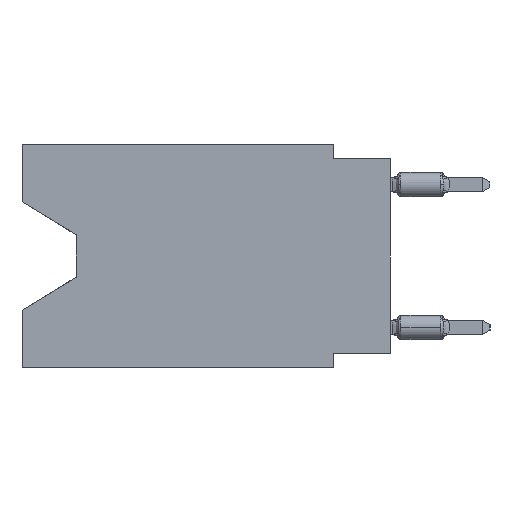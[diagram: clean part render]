
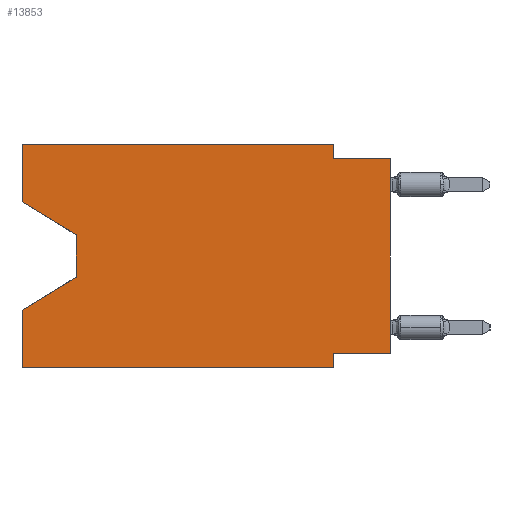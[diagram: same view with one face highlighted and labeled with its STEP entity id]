
A CAD part, left-side view. The second image highlights one B-rep face of the part: STEP entity #13853.
In plain terms, the highlighted planar face has unit normal (-1, 0, 0).
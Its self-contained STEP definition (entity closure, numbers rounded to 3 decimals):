
#128 = CARTESIAN_POINT ( 'NONE',  ( 0., 16.383, -2.546 ) ) ;
#1884 = VERTEX_POINT ( 'NONE', #29269 ) ;
#2513 = VERTEX_POINT ( 'NONE', #10583 ) ;
#2669 = CARTESIAN_POINT ( 'NONE',  ( 0., 16.383, 0. ) ) ;
#3608 = VECTOR ( 'NONE', #16175, 1000. ) ;
#3907 = EDGE_CURVE ( 'NONE', #36628, #37198, #7302, .T. ) ;
#4005 = DIRECTION ( 'NONE',  ( 0., 0., -1. ) ) ;
#4173 = DIRECTION ( 'NONE',  ( 1., 0., 0. ) ) ;
#4213 = VECTOR ( 'NONE', #35329, 1000. ) ;
#4656 = VERTEX_POINT ( 'NONE', #16944 ) ;
#5508 = ORIENTED_EDGE ( 'NONE', *, *, #17516, .T. ) ;
#5569 = AXIS2_PLACEMENT_3D ( 'NONE', #21004, #4173, #37662 ) ;
#5984 = EDGE_CURVE ( 'NONE', #18065, #18017, #18706, .T. ) ;
#6233 = LINE ( 'NONE', #34143, #14309 ) ;
#6648 = CARTESIAN_POINT ( 'NONE',  ( 0., 16.383, -9.906 ) ) ;
#7302 = LINE ( 'NONE', #6648, #9738 ) ;
#7390 = CARTESIAN_POINT ( 'NONE',  ( 0., 2.54, -9.906 ) ) ;
#7502 = PLANE ( 'NONE',  #5569 ) ;
#7641 = EDGE_CURVE ( 'NONE', #10112, #37198, #30658, .T. ) ;
#7830 = DIRECTION ( 'NONE',  ( 0., 0., -1. ) ) ;
#8788 = LINE ( 'NONE', #26050, #30419 ) ;
#9442 = EDGE_LOOP ( 'NONE', ( #37245, #5508, #16032, #19667, #39600, #42805, #20267, #40838, #35589, #22299, #33964, #10234 ) ) ;
#9612 = VECTOR ( 'NONE', #4005, 1000. ) ;
#9738 = VECTOR ( 'NONE', #37440, 1000. ) ;
#10112 = VERTEX_POINT ( 'NONE', #22963 ) ;
#10234 = ORIENTED_EDGE ( 'NONE', *, *, #40720, .F. ) ;
#10583 = CARTESIAN_POINT ( 'NONE',  ( 0., 13.97, -4.013 ) ) ;
#10710 = VECTOR ( 'NONE', #14586, 1000. ) ;
#10782 = VERTEX_POINT ( 'NONE', #41754 ) ;
#11826 = CARTESIAN_POINT ( 'NONE',  ( 0., 13.97, -5.893 ) ) ;
#11984 = EDGE_CURVE ( 'NONE', #33483, #1884, #6233, .T. ) ;
#13853 = ADVANCED_FACE ( 'NONE', ( #28330 ), #7502, .F. ) ;
#14309 = VECTOR ( 'NONE', #40594, 1000. ) ;
#14372 = CARTESIAN_POINT ( 'NONE',  ( 0., 16.383, -7.36 ) ) ;
#14586 = DIRECTION ( 'NONE',  ( 0., 0., -1. ) ) ;
#14830 = CARTESIAN_POINT ( 'NONE',  ( 0., 16.383, 0. ) ) ;
#15970 = DIRECTION ( 'NONE',  ( 0., -1., 0. ) ) ;
#16032 = ORIENTED_EDGE ( 'NONE', *, *, #5984, .T. ) ;
#16175 = DIRECTION ( 'NONE',  ( 0., 0., 1. ) ) ;
#16944 = CARTESIAN_POINT ( 'NONE',  ( 0., 0., -9.271 ) ) ;
#17042 = VECTOR ( 'NONE', #15970, 1000. ) ;
#17516 = EDGE_CURVE ( 'NONE', #2513, #18065, #33935, .T. ) ;
#17920 = CARTESIAN_POINT ( 'NONE',  ( 0., 2.54, 0. ) ) ;
#18017 = VERTEX_POINT ( 'NONE', #14372 ) ;
#18065 = VERTEX_POINT ( 'NONE', #38736 ) ;
#18541 = LINE ( 'NONE', #128, #40447 ) ;
#18611 = VERTEX_POINT ( 'NONE', #30174 ) ;
#18666 = LINE ( 'NONE', #22625, #17042 ) ;
#18706 = LINE ( 'NONE', #11826, #4213 ) ;
#18853 = CARTESIAN_POINT ( 'NONE',  ( 0., 0., -0.635 ) ) ;
#19667 = ORIENTED_EDGE ( 'NONE', *, *, #33231, .F. ) ;
#20267 = ORIENTED_EDGE ( 'NONE', *, *, #30027, .F. ) ;
#20778 = VECTOR ( 'NONE', #7830, 1000. ) ;
#21004 = CARTESIAN_POINT ( 'NONE',  ( 0., 16.383, 0. ) ) ;
#22299 = ORIENTED_EDGE ( 'NONE', *, *, #43638, .F. ) ;
#22625 = CARTESIAN_POINT ( 'NONE',  ( 0., 0., -0.635 ) ) ;
#22963 = CARTESIAN_POINT ( 'NONE',  ( 0., 2.54, -9.271 ) ) ;
#23098 = VERTEX_POINT ( 'NONE', #18853 ) ;
#24994 = VECTOR ( 'NONE', #35048, 1000. ) ;
#26050 = CARTESIAN_POINT ( 'NONE',  ( 0., 0., -9.271 ) ) ;
#26105 = EDGE_CURVE ( 'NONE', #10782, #23098, #18666, .T. ) ;
#26481 = DIRECTION ( 'NONE',  ( 0., -0.855, -0.519 ) ) ;
#27054 = EDGE_CURVE ( 'NONE', #18611, #2513, #18541, .T. ) ;
#28330 = FACE_OUTER_BOUND ( 'NONE', #9442, .T. ) ;
#29269 = CARTESIAN_POINT ( 'NONE',  ( 0., 2.54, 0. ) ) ;
#30027 = EDGE_CURVE ( 'NONE', #4656, #10112, #8788, .T. ) ;
#30043 = DIRECTION ( 'NONE',  ( 0., 1., 0. ) ) ;
#30174 = CARTESIAN_POINT ( 'NONE',  ( 0., 16.383, -2.546 ) ) ;
#30419 = VECTOR ( 'NONE', #30043, 1000. ) ;
#30658 = LINE ( 'NONE', #7390, #20778 ) ;
#30782 = EDGE_CURVE ( 'NONE', #4656, #23098, #32320, .T. ) ;
#31945 = LINE ( 'NONE', #42142, #24994 ) ;
#32320 = LINE ( 'NONE', #38995, #32569 ) ;
#32521 = CARTESIAN_POINT ( 'NONE',  ( 0., 2.54, -9.906 ) ) ;
#32569 = VECTOR ( 'NONE', #42535, 1000. ) ;
#33014 = LINE ( 'NONE', #2669, #3608 ) ;
#33231 = EDGE_CURVE ( 'NONE', #36628, #18017, #33014, .T. ) ;
#33483 = VERTEX_POINT ( 'NONE', #14830 ) ;
#33935 = LINE ( 'NONE', #34586, #9612 ) ;
#33964 = ORIENTED_EDGE ( 'NONE', *, *, #11984, .F. ) ;
#34143 = CARTESIAN_POINT ( 'NONE',  ( 0., 16.383, 0. ) ) ;
#34586 = CARTESIAN_POINT ( 'NONE',  ( 0., 13.97, -4.013 ) ) ;
#35048 = DIRECTION ( 'NONE',  ( 0., 0., 1. ) ) ;
#35329 = DIRECTION ( 'NONE',  ( 0., 0.855, -0.519 ) ) ;
#35589 = ORIENTED_EDGE ( 'NONE', *, *, #26105, .F. ) ;
#36628 = VERTEX_POINT ( 'NONE', #43293 ) ;
#37198 = VERTEX_POINT ( 'NONE', #32521 ) ;
#37245 = ORIENTED_EDGE ( 'NONE', *, *, #27054, .T. ) ;
#37440 = DIRECTION ( 'NONE',  ( 0., -1., 0. ) ) ;
#37662 = DIRECTION ( 'NONE',  ( 0., 0., -1. ) ) ;
#38736 = CARTESIAN_POINT ( 'NONE',  ( 0., 13.97, -5.893 ) ) ;
#38995 = CARTESIAN_POINT ( 'NONE',  ( 0., 0., 0. ) ) ;
#39600 = ORIENTED_EDGE ( 'NONE', *, *, #3907, .T. ) ;
#40447 = VECTOR ( 'NONE', #26481, 1000. ) ;
#40594 = DIRECTION ( 'NONE',  ( 0., -1., 0. ) ) ;
#40720 = EDGE_CURVE ( 'NONE', #18611, #33483, #31945, .T. ) ;
#40838 = ORIENTED_EDGE ( 'NONE', *, *, #30782, .T. ) ;
#40976 = LINE ( 'NONE', #17920, #10710 ) ;
#41754 = CARTESIAN_POINT ( 'NONE',  ( 0., 2.54, -0.635 ) ) ;
#42142 = CARTESIAN_POINT ( 'NONE',  ( 0., 16.383, 0. ) ) ;
#42535 = DIRECTION ( 'NONE',  ( 0., 0., 1. ) ) ;
#42805 = ORIENTED_EDGE ( 'NONE', *, *, #7641, .F. ) ;
#43293 = CARTESIAN_POINT ( 'NONE',  ( 0., 16.383, -9.906 ) ) ;
#43638 = EDGE_CURVE ( 'NONE', #1884, #10782, #40976, .T. ) ;
